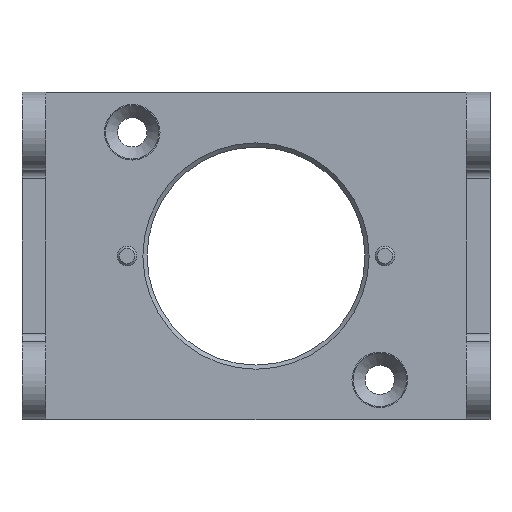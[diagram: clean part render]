
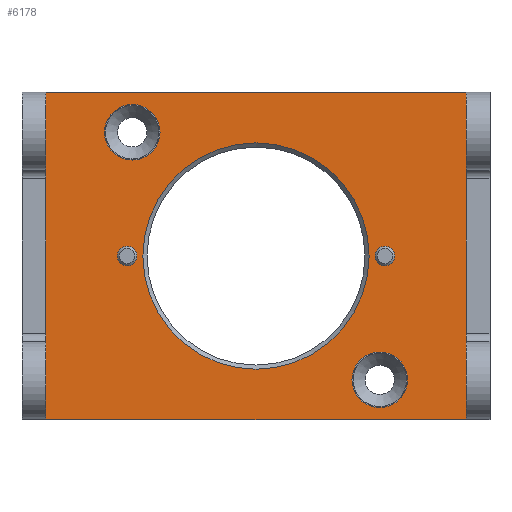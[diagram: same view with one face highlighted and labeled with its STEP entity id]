
A CAD part, top view. The second image highlights one B-rep face of the part: STEP entity #6178.
In plain terms, the highlighted planar face has unit normal (0, 0, 1).
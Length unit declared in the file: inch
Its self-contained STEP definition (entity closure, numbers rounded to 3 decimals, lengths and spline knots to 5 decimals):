
#328=FACE_BOUND('',#964,.T.);
#329=FACE_BOUND('',#965,.T.);
#330=FACE_BOUND('',#966,.T.);
#331=FACE_BOUND('',#967,.T.);
#332=FACE_BOUND('',#968,.T.);
#362=PLANE('',#6591);
#610=FACE_OUTER_BOUND('',#963,.T.);
#963=EDGE_LOOP('',(#4401,#4402,#4403,#4404));
#964=EDGE_LOOP('',(#4405));
#965=EDGE_LOOP('',(#4406));
#966=EDGE_LOOP('',(#4407));
#967=EDGE_LOOP('',(#4408));
#968=EDGE_LOOP('',(#4409));
#1333=LINE('',#8228,#1934);
#1478=LINE('',#9221,#2079);
#1479=LINE('',#9222,#2080);
#1480=LINE('',#9223,#2081);
#1934=VECTOR('',#6982,39.37008);
#2079=VECTOR('',#7189,39.37008);
#2080=VECTOR('',#7190,39.37008);
#2081=VECTOR('',#7191,39.37008);
#2499=CIRCLE('',#6501,0.54);
#2530=CIRCLE('',#6548,0.1325);
#2532=CIRCLE('',#6551,0.1325);
#2534=CIRCLE('',#6555,0.04685);
#2536=CIRCLE('',#6558,0.04685);
#2584=VERTEX_POINT('',#8066);
#2631=VERTEX_POINT('',#8184);
#2633=VERTEX_POINT('',#8190);
#2635=VERTEX_POINT('',#8198);
#2637=VERTEX_POINT('',#8204);
#2647=VERTEX_POINT('',#8225);
#2648=VERTEX_POINT('',#8227);
#2881=VERTEX_POINT('',#9219);
#2882=VERTEX_POINT('',#9220);
#3170=EDGE_CURVE('',#2584,#2584,#2499,.T.);
#3225=EDGE_CURVE('',#2631,#2631,#2530,.T.);
#3228=EDGE_CURVE('',#2633,#2633,#2532,.T.);
#3232=EDGE_CURVE('',#2635,#2635,#2534,.T.);
#3235=EDGE_CURVE('',#2637,#2637,#2536,.T.);
#3245=EDGE_CURVE('',#2647,#2648,#1333,.T.);
#3491=EDGE_CURVE('',#2881,#2882,#1478,.T.);
#3492=EDGE_CURVE('',#2648,#2882,#1479,.T.);
#3493=EDGE_CURVE('',#2647,#2881,#1480,.T.);
#4401=ORIENTED_EDGE('',*,*,#3491,.T.);
#4402=ORIENTED_EDGE('',*,*,#3492,.F.);
#4403=ORIENTED_EDGE('',*,*,#3245,.F.);
#4404=ORIENTED_EDGE('',*,*,#3493,.T.);
#4405=ORIENTED_EDGE('',*,*,#3170,.T.);
#4406=ORIENTED_EDGE('',*,*,#3232,.F.);
#4407=ORIENTED_EDGE('',*,*,#3235,.F.);
#4408=ORIENTED_EDGE('',*,*,#3225,.F.);
#4409=ORIENTED_EDGE('',*,*,#3228,.F.);
#6178=ADVANCED_FACE('',(#610,#328,#329,#330,#331,#332),#362,.F.);
#6501=AXIS2_PLACEMENT_3D('',#8068,#6826,#6827);
#6548=AXIS2_PLACEMENT_3D('',#8186,#6944,#6945);
#6551=AXIS2_PLACEMENT_3D('',#8192,#6951,#6952);
#6555=AXIS2_PLACEMENT_3D('',#8200,#6961,#6962);
#6558=AXIS2_PLACEMENT_3D('',#8206,#6968,#6969);
#6591=AXIS2_PLACEMENT_3D('',#9218,#7187,#7188);
#6826=DIRECTION('center_axis',(0.,0.,-1.));
#6827=DIRECTION('ref_axis',(-1.,0.,0.));
#6944=DIRECTION('center_axis',(0.,0.,1.));
#6945=DIRECTION('ref_axis',(1.,0.,0.));
#6951=DIRECTION('center_axis',(0.,0.,1.));
#6952=DIRECTION('ref_axis',(1.,0.,0.));
#6961=DIRECTION('center_axis',(0.,0.,1.));
#6962=DIRECTION('ref_axis',(1.,0.,0.));
#6968=DIRECTION('center_axis',(0.,0.,1.));
#6969=DIRECTION('ref_axis',(1.,0.,0.));
#6982=DIRECTION('',(1.,0.,0.));
#7187=DIRECTION('center_axis',(0.,0.,-1.));
#7188=DIRECTION('ref_axis',(-1.,0.,0.));
#7189=DIRECTION('',(1.,0.,0.));
#7190=DIRECTION('',(0.,-1.,0.));
#7191=DIRECTION('',(0.,-1.,0.));
#8066=CARTESIAN_POINT('',(-0.79378,-0.10753,-0.05803));
#8068=CARTESIAN_POINT('Origin',(-0.25378,-0.10753,-0.05803));
#8184=CARTESIAN_POINT('',(0.20427,-0.69808,-0.05803));
#8186=CARTESIAN_POINT('Origin',(0.33677,-0.69808,-0.05803));
#8190=CARTESIAN_POINT('',(-0.97683,0.48303,-0.05803));
#8192=CARTESIAN_POINT('Origin',(-0.84433,0.48303,-0.05803));
#8198=CARTESIAN_POINT('',(0.31437,-0.10753,-0.05803));
#8200=CARTESIAN_POINT('Origin',(0.36122,-0.10753,-0.05803));
#8204=CARTESIAN_POINT('',(-0.91563,-0.10753,-0.05803));
#8206=CARTESIAN_POINT('Origin',(-0.86878,-0.10753,-0.05803));
#8225=CARTESIAN_POINT('',(-1.25628,0.67247,-0.05803));
#8227=CARTESIAN_POINT('',(0.74872,0.67247,-0.05803));
#8228=CARTESIAN_POINT('',(-1.25628,0.67247,-0.05803));
#9218=CARTESIAN_POINT('Origin',(-1.25628,0.67247,-0.05803));
#9219=CARTESIAN_POINT('',(-1.25628,-0.88753,-0.05803));
#9220=CARTESIAN_POINT('',(0.74872,-0.88753,-0.05803));
#9221=CARTESIAN_POINT('',(-1.25628,-0.88753,-0.05803));
#9222=CARTESIAN_POINT('',(0.74872,0.67247,-0.05803));
#9223=CARTESIAN_POINT('',(-1.25628,0.67247,-0.05803));
